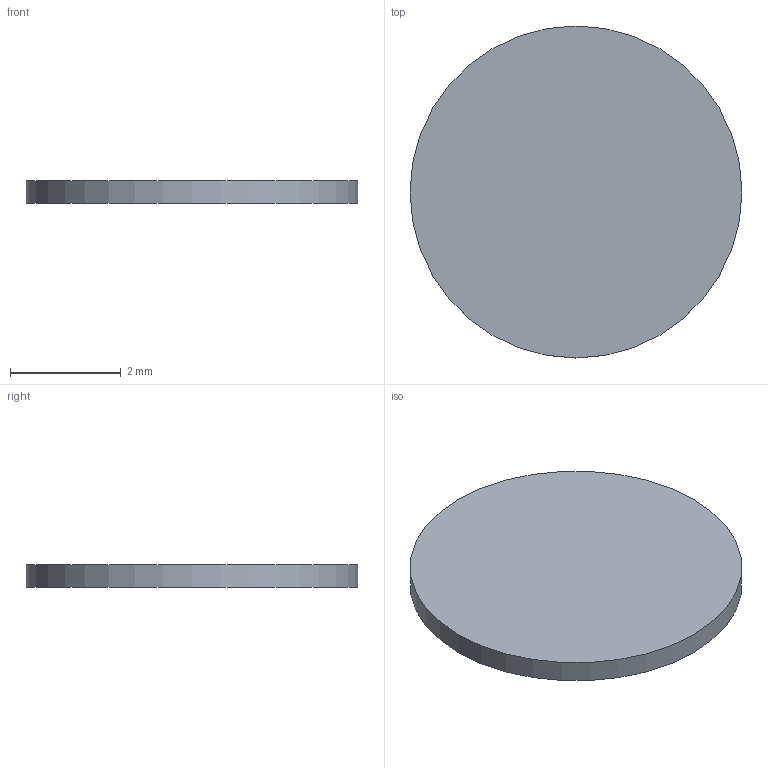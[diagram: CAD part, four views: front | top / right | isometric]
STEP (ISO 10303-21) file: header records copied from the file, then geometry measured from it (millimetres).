
FILE_DESCRIPTION(/* description */ ('STEP AP214'),/* implementation_level */ '2;1');
FILE_NAME(/* name */ '683c517b4258294a187f3fee',/* time_stamp */ '2025-06-01T13:11:24Z',/* author */ (''),/* organization */ (''),/* preprocessor_version */ 'ST-DEVELOPER v20',/* originating_system */ 'ONSHAPE BY PTC INC, 1.198',/* authorisation */ ' ');
FILE_SCHEMA (('AUTOMOTIVE_DESIGN {1 0 10303 214 3 1 1}'));
Length unit declared in the file: metre
Products named in the file (1): Pin_Jig_01
Bounding box: 6 x 6 x 0.4 mm (x, y, z)
Volume: 11.3 mm3; surface area: 64.1 mm2
Topology: 1 solids, 1 shells, 3 faces, 3 edges, 2 vertices
Faces by surface type: plane 2, cylinder 1
Full cylindrical faces by diameter (mm): 6 x1
Entity records: 84 total; most frequent: DIRECTION 12, CARTESIAN_POINT 8, AXIS2_PLACEMENT_3D 6, ORIENTED_EDGE 4, EDGE_LOOP 4, FACE_BOUND 4, ADVANCED_FACE 3, PROPERTY_DEFINITION_REPRESENTATION 2
